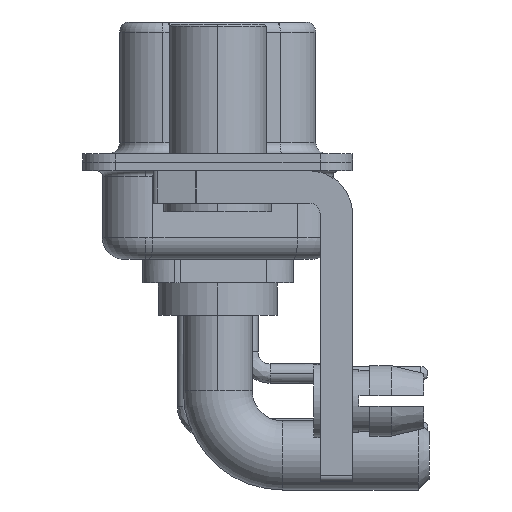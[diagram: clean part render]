
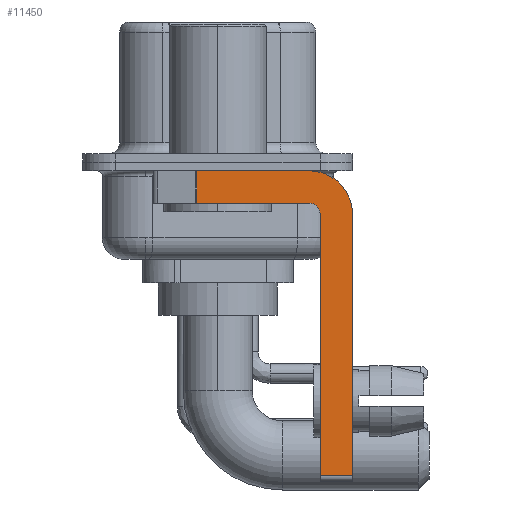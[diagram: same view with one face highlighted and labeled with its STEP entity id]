
A CAD part, left-side view. The second image highlights one B-rep face of the part: STEP entity #11450.
In plain terms, the highlighted planar face has unit normal (-1, 0, 0).
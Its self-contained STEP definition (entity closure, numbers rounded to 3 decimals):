
#728 = DIRECTION ( 'NONE',  ( 1., 0., 0. ) ) ;
#766 = DIRECTION ( 'NONE',  ( 0., -1., 0. ) ) ;
#2290 = AXIS2_PLACEMENT_3D ( 'NONE', #29959, #7722, #22680 ) ;
#2542 = CARTESIAN_POINT ( 'NONE',  ( -2.9, -4.25, -1.9 ) ) ;
#2992 = PLANE ( 'NONE',  #16697 ) ;
#3447 = CARTESIAN_POINT ( 'NONE',  ( -2.9, -6.25, -2.4 ) ) ;
#3665 = CARTESIAN_POINT ( 'NONE',  ( -2.9, -4.25, -14.55 ) ) ;
#4499 = DIRECTION ( 'NONE',  ( 0., 0., 1. ) ) ;
#4513 = CARTESIAN_POINT ( 'NONE',  ( -2.9, -6.25, -14.55 ) ) ;
#5117 = DIRECTION ( 'NONE',  ( 0., 1., 0. ) ) ;
#5172 = ORIENTED_EDGE ( 'NONE', *, *, #23355, .F. ) ;
#5363 = VERTEX_POINT ( 'NONE', #26495 ) ;
#6938 = LINE ( 'NONE', #14253, #22750 ) ;
#7272 = EDGE_CURVE ( 'NONE', #18909, #5363, #6938, .T. ) ;
#7497 = LINE ( 'NONE', #8127, #23752 ) ;
#7722 = DIRECTION ( 'NONE',  ( -1., 0., 0. ) ) ;
#8127 = CARTESIAN_POINT ( 'NONE',  ( -2.9, 3., -0.4 ) ) ;
#8495 = EDGE_CURVE ( 'NONE', #18909, #31113, #20719, .T. ) ;
#9324 = CARTESIAN_POINT ( 'NONE',  ( -2.9, -6.25, -2.4 ) ) ;
#9866 = VECTOR ( 'NONE', #766, 1000. ) ;
#10009 = VERTEX_POINT ( 'NONE', #28912 ) ;
#10234 = VECTOR ( 'NONE', #22631, 1000. ) ;
#10350 = CARTESIAN_POINT ( 'NONE',  ( -2.9, -4.75, -14.55 ) ) ;
#10665 = CARTESIAN_POINT ( 'NONE',  ( -2.9, -4.25, -0.4 ) ) ;
#11450 = ADVANCED_FACE ( 'NONE', ( #13049 ), #2992, .F. ) ;
#12204 = DIRECTION ( 'NONE',  ( 1., 0., 0. ) ) ;
#12324 = CIRCLE ( 'NONE', #26309, 2. ) ;
#12714 = CARTESIAN_POINT ( 'NONE',  ( -2.9, 0.978, -1.9 ) ) ;
#12789 = ORIENTED_EDGE ( 'NONE', *, *, #27690, .F. ) ;
#12891 = CARTESIAN_POINT ( 'NONE',  ( -2.9, -4.25, -2.4 ) ) ;
#13049 = FACE_OUTER_BOUND ( 'NONE', #25618, .T. ) ;
#14097 = CARTESIAN_POINT ( 'NONE',  ( -2.9, -4.25, -1.9 ) ) ;
#14253 = CARTESIAN_POINT ( 'NONE',  ( -2.9, -4.75, -14.8 ) ) ;
#14861 = DIRECTION ( 'NONE',  ( 0., 0., -1. ) ) ;
#15027 = EDGE_CURVE ( 'NONE', #5363, #29217, #19929, .T. ) ;
#15408 = ORIENTED_EDGE ( 'NONE', *, *, #18493, .F. ) ;
#15572 = VERTEX_POINT ( 'NONE', #3447 ) ;
#16581 = CARTESIAN_POINT ( 'NONE',  ( -2.9, -4.25, -2.4 ) ) ;
#16697 = AXIS2_PLACEMENT_3D ( 'NONE', #12891, #728, #14861 ) ;
#16887 = ORIENTED_EDGE ( 'NONE', *, *, #7272, .F. ) ;
#17410 = DIRECTION ( 'NONE',  ( 0., -1., 0. ) ) ;
#17614 = LINE ( 'NONE', #2542, #31173 ) ;
#17750 = EDGE_CURVE ( 'NONE', #10009, #27117, #20180, .T. ) ;
#18493 = EDGE_CURVE ( 'NONE', #10009, #26003, #7497, .T. ) ;
#18781 = ORIENTED_EDGE ( 'NONE', *, *, #31428, .F. ) ;
#18909 = VERTEX_POINT ( 'NONE', #10350 ) ;
#19224 = LINE ( 'NONE', #9324, #27711 ) ;
#19929 = CIRCLE ( 'NONE', #2290, 0.5 ) ;
#20180 = LINE ( 'NONE', #12714, #10234 ) ;
#20719 = LINE ( 'NONE', #3665, #9866 ) ;
#21473 = DIRECTION ( 'NONE',  ( 0., 0., -1. ) ) ;
#22436 = ORIENTED_EDGE ( 'NONE', *, *, #15027, .F. ) ;
#22631 = DIRECTION ( 'NONE',  ( 0., 0., -1. ) ) ;
#22680 = DIRECTION ( 'NONE',  ( 0., 0., 1. ) ) ;
#22750 = VECTOR ( 'NONE', #4499, 1000. ) ;
#23355 = EDGE_CURVE ( 'NONE', #26003, #15572, #12324, .T. ) ;
#23752 = VECTOR ( 'NONE', #17410, 1000. ) ;
#25618 = EDGE_LOOP ( 'NONE', ( #15408, #28923, #12789, #22436, #16887, #29998, #18781, #5172 ) ) ;
#26003 = VERTEX_POINT ( 'NONE', #10665 ) ;
#26309 = AXIS2_PLACEMENT_3D ( 'NONE', #16581, #12204, #21473 ) ;
#26495 = CARTESIAN_POINT ( 'NONE',  ( -2.9, -4.75, -2.4 ) ) ;
#26511 = DIRECTION ( 'NONE',  ( 0., 0., -1. ) ) ;
#27117 = VERTEX_POINT ( 'NONE', #31771 ) ;
#27690 = EDGE_CURVE ( 'NONE', #29217, #27117, #17614, .T. ) ;
#27711 = VECTOR ( 'NONE', #26511, 1000. ) ;
#28912 = CARTESIAN_POINT ( 'NONE',  ( -2.9, 0.978, -0.4 ) ) ;
#28923 = ORIENTED_EDGE ( 'NONE', *, *, #17750, .T. ) ;
#29217 = VERTEX_POINT ( 'NONE', #14097 ) ;
#29959 = CARTESIAN_POINT ( 'NONE',  ( -2.9, -4.25, -2.4 ) ) ;
#29998 = ORIENTED_EDGE ( 'NONE', *, *, #8495, .T. ) ;
#31113 = VERTEX_POINT ( 'NONE', #4513 ) ;
#31173 = VECTOR ( 'NONE', #5117, 1000. ) ;
#31428 = EDGE_CURVE ( 'NONE', #15572, #31113, #19224, .T. ) ;
#31771 = CARTESIAN_POINT ( 'NONE',  ( -2.9, 0.978, -1.9 ) ) ;
